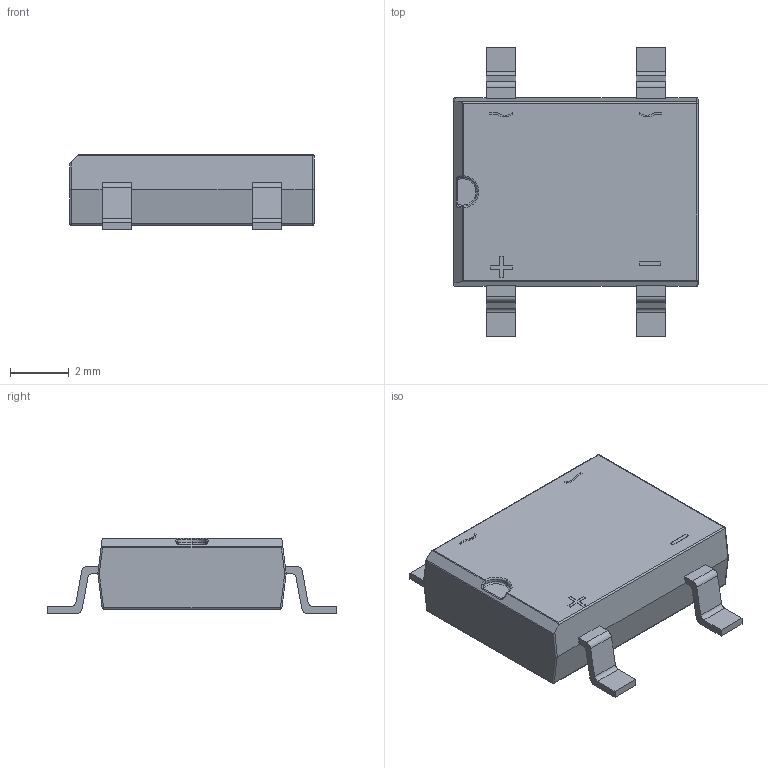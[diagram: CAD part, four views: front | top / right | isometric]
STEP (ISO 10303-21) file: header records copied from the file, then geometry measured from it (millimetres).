
FILE_DESCRIPTION (( 'STEP AP214' ), '1' );
FILE_NAME ('SDIP-4_L8.3-W6.4-P5.10-LS9.9-BL.step', '2022-06-21T14:26:37', ( '' ), ( '' ), 'SwSTEP 2.0', 'SolidWorks 2020', '' );
FILE_SCHEMA (( 'AUTOMOTIVE_DESIGN' ));
Length unit declared in the file: millimetre
Products named in the file (1): SDIP-4_L8.3-W6.4-P5.10-LS9.9-BL
Bounding box: 8.31 x 9.85 x 2.55 mm (x, y, z)
Volume: 126.9 mm3; surface area: 197.4 mm2
Topology: 1 solids, 1 shells, 414 faces, 1104 edges, 722 vertices
Faces by surface type: plane 241, bspline 116, cylinder 45, sphere 8, torus 4
Entity records: 18608 total; most frequent: CARTESIAN_POINT 4487, ORIENTED_EDGE 2208, DIRECTION 1540, EDGE_CURVE 1104, LINE 770, VECTOR 770, VERTEX_POINT 722, EDGE_LOOP 444
